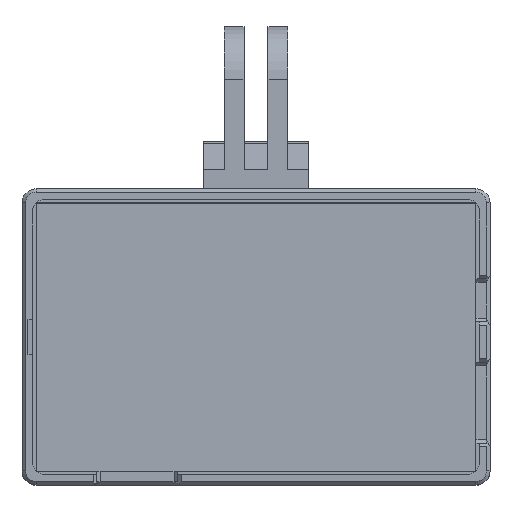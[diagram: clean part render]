
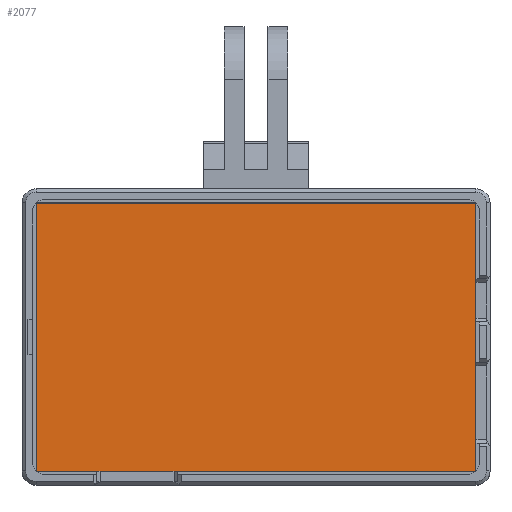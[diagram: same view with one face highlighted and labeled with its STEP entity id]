
A CAD part, top view. The second image highlights one B-rep face of the part: STEP entity #2077.
In plain terms, the highlighted planar face has unit normal (0, 0, 1).
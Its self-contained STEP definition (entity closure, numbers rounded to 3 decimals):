
#190=FACE_OUTER_BOUND('',#305,.T.);
#305=EDGE_LOOP('',(#1875,#1876,#1877,#1878));
#546=LINE('',#3343,#801);
#557=LINE('',#3365,#812);
#558=LINE('',#3368,#813);
#560=LINE('',#3371,#815);
#801=VECTOR('',#2747,10.);
#812=VECTOR('',#2774,10.);
#813=VECTOR('',#2777,10.);
#815=VECTOR('',#2781,10.);
#994=VERTEX_POINT('',#3340);
#995=VERTEX_POINT('',#3342);
#998=VERTEX_POINT('',#3363);
#999=VERTEX_POINT('',#3367);
#1278=EDGE_CURVE('',#994,#995,#546,.T.);
#1289=EDGE_CURVE('',#998,#994,#557,.T.);
#1290=EDGE_CURVE('',#995,#999,#558,.T.);
#1292=EDGE_CURVE('',#999,#998,#560,.T.);
#1875=ORIENTED_EDGE('',*,*,#1292,.F.);
#1876=ORIENTED_EDGE('',*,*,#1290,.F.);
#1877=ORIENTED_EDGE('',*,*,#1278,.F.);
#1878=ORIENTED_EDGE('',*,*,#1289,.F.);
#1966=PLANE('',#2228);
#2077=ADVANCED_FACE('',(#190),#1966,.F.);
#2228=AXIS2_PLACEMENT_3D('',#3372,#2782,#2783);
#2747=DIRECTION('',(-1.,0.,0.));
#2774=DIRECTION('',(0.,-1.,0.));
#2777=DIRECTION('',(0.,1.,0.));
#2781=DIRECTION('',(1.,0.,0.));
#2782=DIRECTION('center_axis',(0.,0.,-1.));
#2783=DIRECTION('ref_axis',(-1.,0.,0.));
#3340=CARTESIAN_POINT('',(134.45,86.95,1.6));
#3342=CARTESIAN_POINT('',(71.95,86.95,1.6));
#3343=CARTESIAN_POINT('',(134.45,86.95,1.6));
#3363=CARTESIAN_POINT('',(134.45,125.05,1.6));
#3365=CARTESIAN_POINT('',(134.45,125.05,1.6));
#3367=CARTESIAN_POINT('',(71.95,125.05,1.6));
#3368=CARTESIAN_POINT('',(71.95,86.95,1.6));
#3371=CARTESIAN_POINT('',(71.95,125.05,1.6));
#3372=CARTESIAN_POINT('Origin',(103.2,106.,1.6));
